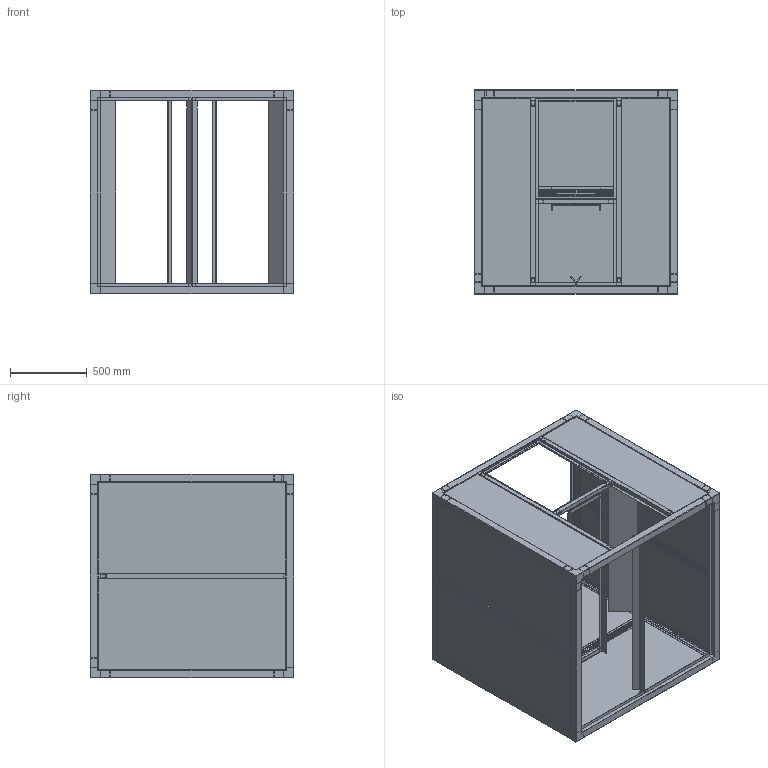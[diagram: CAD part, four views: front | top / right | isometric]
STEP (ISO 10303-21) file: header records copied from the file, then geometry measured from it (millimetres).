
FILE_DESCRIPTION (( 'STEP AP203' ), '1' );
FILE_NAME ('Gr.2_GFB_Gehaeuse.STEP', '2020-03-05T14:50:57', ( '' ), ( '' ), 'SwSTEP 2.0', 'SolidWorks 2019', '' );
FILE_SCHEMA (( 'CONFIG_CONTROL_DESIGN' ));
Products named in the file (1): Gr.2_GFB_Gehaeuse
Bounding box: 1325 x 1325 x 1325 mm (x, y, z)
Volume: 52219618 mm3; surface area: 31645164.1 mm2
Topology: 29 solids, 29 shells, 3041 faces, 8076 edges, 4994 vertices
Faces by surface type: plane 2068, cylinder 703, cone 111, bspline 106, torus 53
Entity records: 96991 total; most frequent: CARTESIAN_POINT 22853, ORIENTED_EDGE 16100, DIRECTION 14498, EDGE_CURVE 8050, VECTOR 6074, LINE 6074, VERTEX_POINT 4994, AXIS2_PLACEMENT_3D 4212
